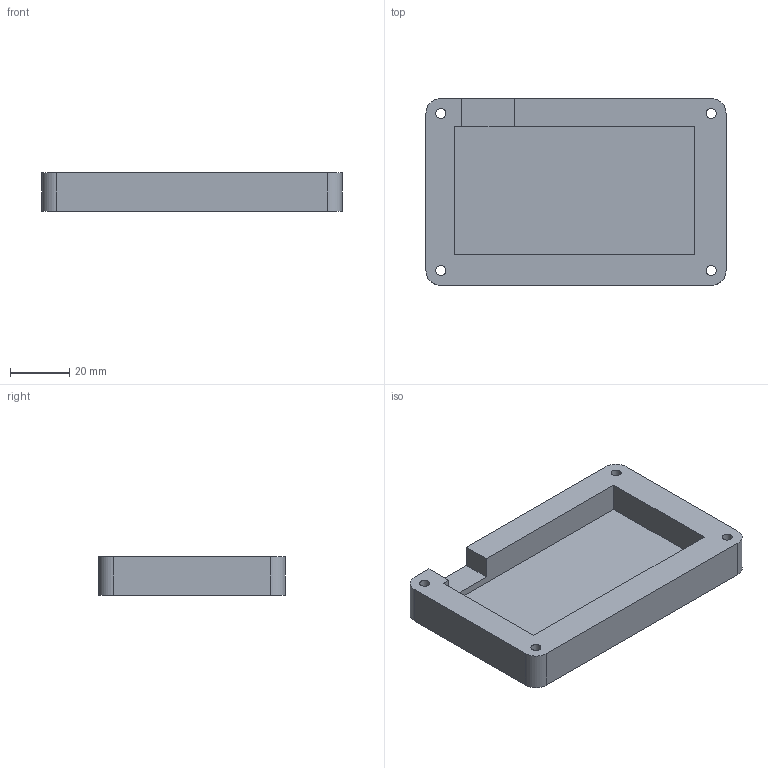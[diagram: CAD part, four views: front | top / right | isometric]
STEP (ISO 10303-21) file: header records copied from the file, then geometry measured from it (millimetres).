
FILE_DESCRIPTION(/* description */ (''),/* implementation_level */ '2;1');
FILE_NAME(/* name */ '713e659a-9b14-41dc-86d6-21b9798b521a.stp',/* time_stamp */ '2026-01-01T19:16:01Z',/* author */ (''),/* organization */ (''),/* preprocessor_version */ 'ST-DEVELOPER v20.1',/* originating_system */ 'Autodesk Translation Framework v14.24.0.0',/* authorisation */ '');
FILE_SCHEMA (('AUTOMOTIVE_DESIGN { 1 0 10303 214 3 1 1 }'));
Length unit declared in the file: millimetre
Products named in the file (2): 2026-01-01-19-01-05-780; 2026-01-01-19-04-09-869
Assembly tree (1 placements, depth 2):
  2026-01-01-19-01-05-780
    2026-01-01-19-04-09-869
Bounding box: 100.96 x 62.86 x 13 mm (x, y, z)
Volume: 45547.9 mm3; surface area: 19734.5 mm2
Topology: 1 solids, 1 shells, 30 faces, 72 edges, 48 vertices
Faces by surface type: plane 18, cylinder 12
Full cylindrical faces by diameter (mm): 3.4 x4, 6 x4
Entity records: 949 total; most frequent: DIRECTION 162, CARTESIAN_POINT 153, ORIENTED_EDGE 144, EDGE_CURVE 72, AXIS2_PLACEMENT_3D 57, LINE 48, VECTOR 48, VERTEX_POINT 48
